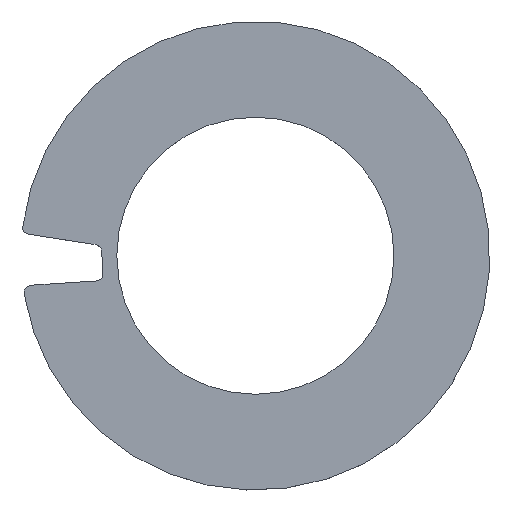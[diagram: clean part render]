
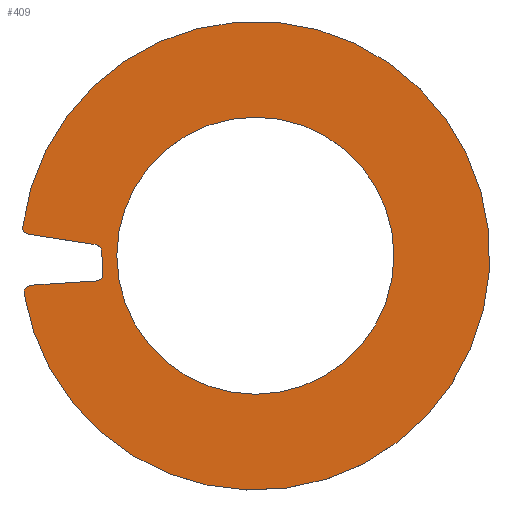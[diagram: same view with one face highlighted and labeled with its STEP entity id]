
A CAD part, top view. The second image highlights one B-rep face of the part: STEP entity #409.
In plain terms, the highlighted planar face has unit normal (0, 0, 1).
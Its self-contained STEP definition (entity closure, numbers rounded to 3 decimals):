
#42 = VERTEX_POINT('',#43);
#43 = CARTESIAN_POINT('',(-10.953,1.344,0.6));
#49 = EDGE_CURVE('',#42,#50,#52,.T.);
#50 = VERTEX_POINT('',#51);
#51 = CARTESIAN_POINT('',(-10.888,-1.79,0.6));
#52 = CIRCLE('',#53,10.995);
#53 = AXIS2_PLACEMENT_3D('',#54,#55,#56);
#54 = CARTESIAN_POINT('',(-0.04,0.,0.6));
#55 = DIRECTION('',(0.,0.,-1.));
#56 = DIRECTION('',(-0.993,0.122,-0.));
#82 = EDGE_CURVE('',#50,#83,#85,.T.);
#83 = VERTEX_POINT('',#84);
#84 = CARTESIAN_POINT('',(-10.888,-1.79,0.6));
#85 = LINE('',#86,#87);
#86 = CARTESIAN_POINT('',(-10.888,-1.79,0.6));
#87 = VECTOR('',#88,1.);
#88 = DIRECTION('',(1.,0.,0.));
#113 = EDGE_CURVE('',#83,#114,#116,.T.);
#114 = VERTEX_POINT('',#115);
#115 = CARTESIAN_POINT('',(-10.573,-1.383,0.6));
#116 = CIRCLE('',#117,0.37);
#117 = AXIS2_PLACEMENT_3D('',#118,#119,#120);
#118 = CARTESIAN_POINT('',(-10.521,-1.749,0.6));
#119 = DIRECTION('',(0.,0.,-1.));
#120 = DIRECTION('',(-0.994,-0.111,-0.));
#146 = EDGE_CURVE('',#114,#147,#149,.T.);
#147 = VERTEX_POINT('',#148);
#148 = CARTESIAN_POINT('',(-7.482,-1.184,0.6));
#149 = LINE('',#150,#151);
#150 = CARTESIAN_POINT('',(-10.573,-1.383,0.6));
#151 = VECTOR('',#152,1.);
#152 = DIRECTION('',(0.998,0.064,0.));
#177 = EDGE_CURVE('',#147,#178,#180,.T.);
#178 = VERTEX_POINT('',#179);
#179 = CARTESIAN_POINT('',(-7.196,-0.88,0.6));
#180 = CIRCLE('',#181,0.304);
#181 = AXIS2_PLACEMENT_3D('',#182,#183,#184);
#182 = CARTESIAN_POINT('',(-7.5,-0.88,0.6));
#183 = DIRECTION('',(0.,0.,1.));
#184 = DIRECTION('',(0.059,-0.998,0.));
#210 = EDGE_CURVE('',#178,#211,#213,.T.);
#211 = VERTEX_POINT('',#212);
#212 = CARTESIAN_POINT('',(-7.245,0.2,0.6));
#213 = LINE('',#214,#215);
#214 = CARTESIAN_POINT('',(-7.196,-0.88,0.6));
#215 = VECTOR('',#216,1.);
#216 = DIRECTION('',(-0.045,0.999,0.));
#241 = EDGE_CURVE('',#211,#242,#244,.T.);
#242 = VERTEX_POINT('',#243);
#243 = CARTESIAN_POINT('',(-7.562,0.524,0.6));
#244 = CIRCLE('',#245,0.367);
#245 = AXIS2_PLACEMENT_3D('',#246,#247,#248);
#246 = CARTESIAN_POINT('',(-7.61,0.16,0.6));
#247 = DIRECTION('',(0.,0.,1.));
#248 = DIRECTION('',(0.994,0.109,-0.));
#274 = EDGE_CURVE('',#242,#275,#277,.T.);
#275 = VERTEX_POINT('',#276);
#276 = CARTESIAN_POINT('',(-10.7,1.01,0.6));
#277 = LINE('',#278,#279);
#278 = CARTESIAN_POINT('',(-7.562,0.524,0.6));
#279 = VECTOR('',#280,1.);
#280 = DIRECTION('',(-0.988,0.153,0.));
#305 = EDGE_CURVE('',#275,#306,#308,.T.);
#306 = VERTEX_POINT('',#307);
#307 = CARTESIAN_POINT('',(-10.953,1.344,0.6));
#308 = CIRCLE('',#309,0.304);
#309 = AXIS2_PLACEMENT_3D('',#310,#311,#312);
#310 = CARTESIAN_POINT('',(-10.65,1.31,0.6));
#311 = DIRECTION('',(0.,0.,-1.));
#312 = DIRECTION('',(-0.164,-0.986,-0.));
#338 = EDGE_CURVE('',#306,#42,#339,.T.);
#339 = LINE('',#340,#341);
#340 = CARTESIAN_POINT('',(-10.953,1.344,0.6));
#341 = VECTOR('',#342,1.);
#342 = DIRECTION('',(1.,0.,0.));
#362 = VERTEX_POINT('',#363);
#363 = CARTESIAN_POINT('',(6.46,0.,0.6));
#369 = EDGE_CURVE('',#362,#362,#370,.T.);
#370 = CIRCLE('',#371,6.5);
#371 = AXIS2_PLACEMENT_3D('',#372,#373,#374);
#372 = CARTESIAN_POINT('',(-0.04,0.,0.6));
#373 = DIRECTION('',(0.,0.,1.));
#374 = DIRECTION('',(1.,0.,-0.));
#409 = ADVANCED_FACE('',(#410,#422),#425,.T.);
#410 = FACE_BOUND('',#411,.F.);
#411 = EDGE_LOOP('',(#412,#413,#414,#415,#416,#417,#418,#419,#420,#421)
  );
#412 = ORIENTED_EDGE('',*,*,#49,.T.);
#413 = ORIENTED_EDGE('',*,*,#82,.T.);
#414 = ORIENTED_EDGE('',*,*,#113,.T.);
#415 = ORIENTED_EDGE('',*,*,#146,.T.);
#416 = ORIENTED_EDGE('',*,*,#177,.T.);
#417 = ORIENTED_EDGE('',*,*,#210,.T.);
#418 = ORIENTED_EDGE('',*,*,#241,.T.);
#419 = ORIENTED_EDGE('',*,*,#274,.T.);
#420 = ORIENTED_EDGE('',*,*,#305,.T.);
#421 = ORIENTED_EDGE('',*,*,#338,.T.);
#422 = FACE_BOUND('',#423,.F.);
#423 = EDGE_LOOP('',(#424));
#424 = ORIENTED_EDGE('',*,*,#369,.T.);
#425 = PLANE('',#426);
#426 = AXIS2_PLACEMENT_3D('',#427,#428,#429);
#427 = CARTESIAN_POINT('',(0.,0.,0.6));
#428 = DIRECTION('',(0.,0.,1.));
#429 = DIRECTION('',(1.,0.,-0.));
